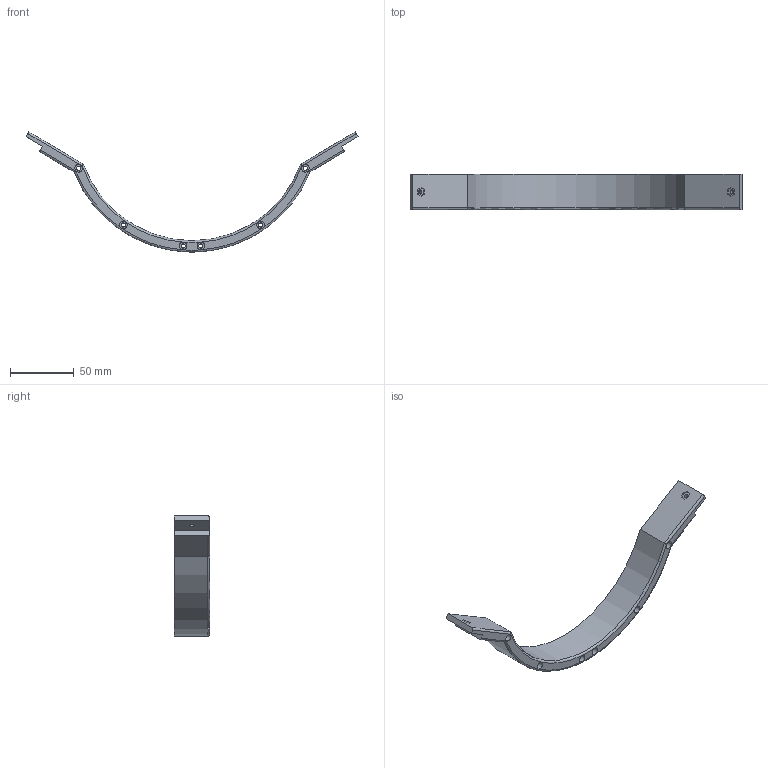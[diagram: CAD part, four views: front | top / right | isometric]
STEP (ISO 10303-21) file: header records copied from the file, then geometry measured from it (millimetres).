
FILE_DESCRIPTION(/* description */ (''),/* implementation_level */ '2;1');
FILE_NAME(/* name */ 'Bumper_front.step',/* time_stamp */ '2021-10-21T20:32:06+02:00',/* author */ (''),/* organization */ (''),/* preprocessor_version */ 'ST-DEVELOPER v18.1',/* originating_system */ 'Autodesk Translation Framework v10.10.0.1391',/* authorisation */ '');
FILE_SCHEMA (('AUTOMOTIVE_DESIGN { 1 0 10303 214 3 1 1 }'));
Length unit declared in the file: millimetre
Products named in the file (1): Bumper_front
Bounding box: 261.42 x 28 x 94.56 mm (x, y, z)
Volume: 74552.2 mm3; surface area: 26672.9 mm2
Topology: 1 solids, 1 shells, 60 faces, 152 edges, 96 vertices
Faces by surface type: plane 38, cylinder 20, torus 2
Full cylindrical faces by diameter (mm): 3.3 x8, 6 x6
Entity records: 1915 total; most frequent: CARTESIAN_POINT 359, DIRECTION 330, ORIENTED_EDGE 304, EDGE_CURVE 152, AXIS2_PLACEMENT_3D 121, VERTEX_POINT 96, LINE 88, VECTOR 88
